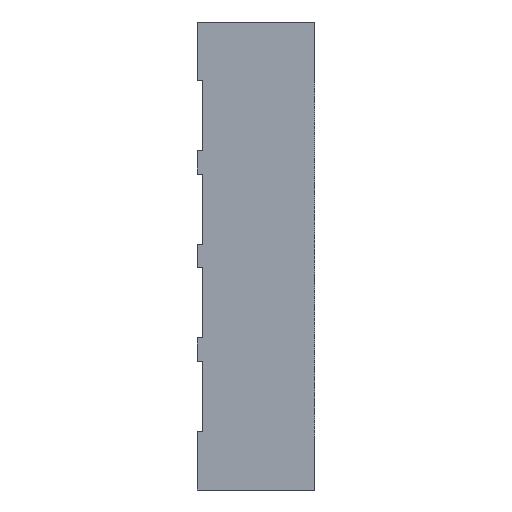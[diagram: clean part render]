
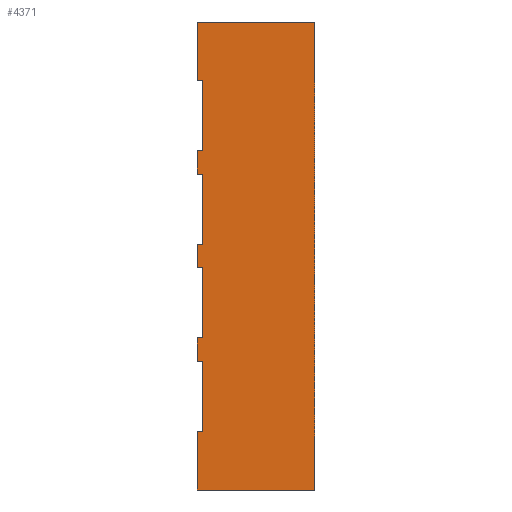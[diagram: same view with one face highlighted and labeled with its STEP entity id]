
A CAD part, left-side view. The second image highlights one B-rep face of the part: STEP entity #4371.
In plain terms, the highlighted planar face has unit normal (-1, 0, 0).
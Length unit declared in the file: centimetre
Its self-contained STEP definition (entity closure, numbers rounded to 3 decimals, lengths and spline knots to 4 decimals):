
#205=VECTOR('',#6215,1.);
#240=VECTOR('',#6301,1.);
#257=VECTOR('',#6362,1.);
#259=VECTOR('',#6372,1.);
#262=VECTOR('',#6375,1.);
#336=VECTOR('',#6491,1.);
#370=VECTOR('',#6536,1.);
#521=VECTOR('',#6862,1.);
#529=VECTOR('',#6883,1.);
#536=VECTOR('',#6897,1.);
#539=VECTOR('',#6907,1.);
#549=VECTOR('',#6930,1.);
#553=VECTOR('',#6941,1.);
#597=VECTOR('',#7061,1.);
#598=VECTOR('',#7062,1.);
#599=VECTOR('',#7063,1.);
#644=LINE('',#4798,#205);
#679=LINE('',#4917,#240);
#696=LINE('',#5200,#257);
#698=LINE('',#5280,#259);
#701=LINE('',#5286,#262);
#775=LINE('',#5443,#336);
#809=LINE('',#5515,#370);
#960=LINE('',#5914,#521);
#968=LINE('',#5941,#529);
#975=LINE('',#5959,#536);
#978=LINE('',#5969,#539);
#988=LINE('',#6000,#549);
#992=LINE('',#6013,#553);
#1036=LINE('',#6135,#597);
#1037=LINE('',#6136,#598);
#1038=LINE('',#6137,#599);
#1202=PLANE('',#4715);
#1247=VERTEX_POINT('',#4799);
#1248=VERTEX_POINT('',#4800);
#1304=VERTEX_POINT('',#4916);
#1305=VERTEX_POINT('',#4918);
#1310=VERTEX_POINT('',#4929);
#1313=VERTEX_POINT('',#4933);
#1342=VERTEX_POINT('',#5199);
#1343=VERTEX_POINT('',#5201);
#1346=VERTEX_POINT('',#5279);
#1347=VERTEX_POINT('',#5281);
#1349=VERTEX_POINT('',#5285);
#1547=VERTEX_POINT('',#5915);
#1558=VERTEX_POINT('',#5940);
#1559=VERTEX_POINT('',#5945);
#1565=VERTEX_POINT('',#5958);
#1569=VERTEX_POINT('',#5970);
#1576=VERTEX_POINT('',#5986);
#1582=VERTEX_POINT('',#5999);
#1587=VERTEX_POINT('',#6012);
#1588=VERTEX_POINT('',#6014);
#1746=EDGE_CURVE('',#1247,#1248,#644,.T.);
#1803=EDGE_CURVE('',#1305,#1304,#679,.T.);
#1812=EDGE_CURVE('',#1310,#1313,#679,.T.);
#1847=EDGE_CURVE('',#1343,#1342,#696,.T.);
#1854=EDGE_CURVE('',#1347,#1346,#698,.T.);
#1858=EDGE_CURVE('',#1346,#1349,#701,.T.);
#1859=EDGE_CURVE('',#1349,#1343,#679,.T.);
#1945=EDGE_CURVE('',#1248,#1305,#775,.T.);
#1981=EDGE_CURVE('',#1247,#1313,#809,.T.);
#2166=EDGE_CURVE('',#1547,#1310,#960,.T.);
#2180=EDGE_CURVE('',#1304,#1558,#968,.T.);
#2190=EDGE_CURVE('',#1559,#1565,#975,.T.);
#2196=EDGE_CURVE('',#1569,#1347,#978,.T.);
#2215=EDGE_CURVE('',#1576,#1582,#988,.T.);
#2222=EDGE_CURVE('',#1588,#1587,#992,.T.);
#2286=EDGE_CURVE('',#1558,#1559,#1036,.T.);
#2287=EDGE_CURVE('',#1565,#1569,#679,.T.);
#2288=EDGE_CURVE('',#1342,#1576,#1037,.T.);
#2289=EDGE_CURVE('',#1582,#1588,#679,.T.);
#2290=EDGE_CURVE('',#1587,#1547,#1038,.T.);
#3327=ORIENTED_EDGE('',*,*,#2180,.T.);
#3328=ORIENTED_EDGE('',*,*,#2286,.T.);
#3329=ORIENTED_EDGE('',*,*,#2190,.T.);
#3330=ORIENTED_EDGE('',*,*,#2287,.T.);
#3331=ORIENTED_EDGE('',*,*,#2196,.T.);
#3332=ORIENTED_EDGE('',*,*,#1854,.T.);
#3333=ORIENTED_EDGE('',*,*,#1858,.T.);
#3334=ORIENTED_EDGE('',*,*,#1859,.T.);
#3335=ORIENTED_EDGE('',*,*,#1847,.T.);
#3336=ORIENTED_EDGE('',*,*,#2288,.T.);
#3337=ORIENTED_EDGE('',*,*,#2215,.T.);
#3338=ORIENTED_EDGE('',*,*,#2289,.T.);
#3339=ORIENTED_EDGE('',*,*,#2222,.T.);
#3340=ORIENTED_EDGE('',*,*,#2290,.T.);
#3341=ORIENTED_EDGE('',*,*,#2166,.T.);
#3342=ORIENTED_EDGE('',*,*,#1812,.T.);
#3343=ORIENTED_EDGE('',*,*,#1981,.F.);
#3344=ORIENTED_EDGE('',*,*,#1746,.T.);
#3345=ORIENTED_EDGE('',*,*,#1945,.T.);
#3346=ORIENTED_EDGE('',*,*,#1803,.T.);
#3793=EDGE_LOOP('',(#3327,#3328,#3329,#3330,#3331,#3332,#3333,#3334,#3335,
#3336,#3337,#3338,#3339,#3340,#3341,#3342,#3343,#3344,#3345,#3346));
#4125=FACE_BOUND('',#3793,.T.);
#4371=ADVANCED_FACE('',(#4125),#1202,.T.);
#4715=AXIS2_PLACEMENT_3D('',#6134,#7060,$);
#4798=CARTESIAN_POINT('',(-6.,0.,-3.));
#4799=CARTESIAN_POINT('',(-6.,0.,-3.));
#4800=CARTESIAN_POINT('',(-6.,0.,3.));
#4916=CARTESIAN_POINT('',(-6.,1.5,2.25));
#4917=CARTESIAN_POINT('',(-6.,1.5,-3.));
#4918=CARTESIAN_POINT('',(-6.,1.5,3.));
#4929=CARTESIAN_POINT('',(-6.,1.5,-2.25));
#4933=CARTESIAN_POINT('',(-6.,1.5,-3.));
#5199=CARTESIAN_POINT('',(-6.,1.43,-0.15));
#5200=CARTESIAN_POINT('',(-6.,0.6846,-0.15));
#5201=CARTESIAN_POINT('',(-6.,1.5,-0.15));
#5279=CARTESIAN_POINT('',(-6.,1.43,0.15));
#5280=CARTESIAN_POINT('',(-6.,1.43,0.075));
#5281=CARTESIAN_POINT('',(-6.,1.43,1.05));
#5285=CARTESIAN_POINT('',(-6.,1.5,0.15));
#5286=CARTESIAN_POINT('',(-6.,0.6846,0.15));
#5443=CARTESIAN_POINT('',(-6.,0.,3.));
#5515=CARTESIAN_POINT('',(-6.,0.,-3.));
#5914=CARTESIAN_POINT('',(-6.,0.6846,-2.25));
#5915=CARTESIAN_POINT('',(-6.,1.43,-2.25));
#5940=CARTESIAN_POINT('',(-6.,1.43,2.25));
#5941=CARTESIAN_POINT('',(-6.,0.6846,2.25));
#5945=CARTESIAN_POINT('',(-6.,1.43,1.35));
#5958=CARTESIAN_POINT('',(-6.,1.5,1.35));
#5959=CARTESIAN_POINT('',(-6.,0.6846,1.35));
#5969=CARTESIAN_POINT('',(-6.,0.6846,1.05));
#5970=CARTESIAN_POINT('',(-6.,1.5,1.05));
#5986=CARTESIAN_POINT('',(-6.,1.43,-1.05));
#5999=CARTESIAN_POINT('',(-6.,1.5,-1.05));
#6000=CARTESIAN_POINT('',(-6.,0.6846,-1.05));
#6012=CARTESIAN_POINT('',(-6.,1.43,-1.35));
#6013=CARTESIAN_POINT('',(-6.,0.6846,-1.35));
#6014=CARTESIAN_POINT('',(-6.,1.5,-1.35));
#6134=CARTESIAN_POINT('',(-6.,0.,0.));
#6135=CARTESIAN_POINT('',(-6.,1.43,0.675));
#6136=CARTESIAN_POINT('',(-6.,1.43,-0.525));
#6137=CARTESIAN_POINT('',(-6.,1.43,-1.125));
#6215=DIRECTION('',(0.,0.,1.));
#6301=DIRECTION('',(0.,0.,-1.));
#6362=DIRECTION('',(0.,-1.,0.));
#6372=DIRECTION('',(0.,0.,-1.));
#6375=DIRECTION('',(0.,1.,0.));
#6491=DIRECTION('',(0.,1.,0.));
#6536=DIRECTION('',(0.,1.,0.));
#6862=DIRECTION('',(0.,1.,0.));
#6883=DIRECTION('',(0.,-1.,0.));
#6897=DIRECTION('',(0.,1.,0.));
#6907=DIRECTION('',(0.,-1.,0.));
#6930=DIRECTION('',(0.,1.,0.));
#6941=DIRECTION('',(0.,-1.,0.));
#7060=DIRECTION('',(-1.,0.,0.));
#7061=DIRECTION('',(0.,0.,-1.));
#7062=DIRECTION('',(0.,0.,-1.));
#7063=DIRECTION('',(0.,0.,-1.));
